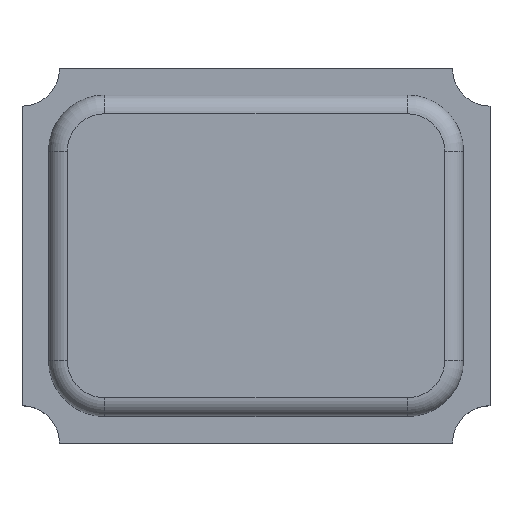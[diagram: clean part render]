
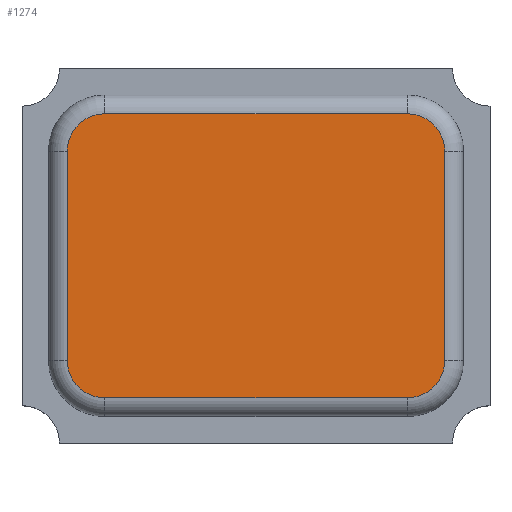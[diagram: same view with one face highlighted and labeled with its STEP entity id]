
A CAD part, top view. The second image highlights one B-rep face of the part: STEP entity #1274.
In plain terms, the highlighted planar face has unit normal (0, 0, 1).
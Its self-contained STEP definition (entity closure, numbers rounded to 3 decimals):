
#22=PLANE('',#1384);
#74=LINE('',#1836,#213);
#79=LINE('',#1856,#218);
#84=LINE('',#1876,#223);
#88=LINE('',#1892,#227);
#213=VECTOR('',#1481,1000.);
#218=VECTOR('',#1504,1000.);
#223=VECTOR('',#1527,1000.);
#227=VECTOR('',#1547,1000.);
#379=FACE_OUTER_BOUND('',#451,.T.);
#451=EDGE_LOOP('',(#891,#892,#893,#894,#895,#896,#897,#898));
#511=CIRCLE('',#1352,0.2);
#518=CIRCLE('',#1363,0.2);
#523=CIRCLE('',#1372,0.2);
#527=CIRCLE('',#1380,0.2);
#547=VERTEX_POINT('',#1818);
#548=VERTEX_POINT('',#1820);
#553=VERTEX_POINT('',#1834);
#556=VERTEX_POINT('',#1844);
#559=VERTEX_POINT('',#1854);
#562=VERTEX_POINT('',#1864);
#565=VERTEX_POINT('',#1874);
#568=VERTEX_POINT('',#1883);
#661=EDGE_CURVE('',#547,#548,#511,.T.);
#669=EDGE_CURVE('',#547,#553,#74,.T.);
#674=EDGE_CURVE('',#556,#553,#518,.T.);
#679=EDGE_CURVE('',#556,#559,#79,.T.);
#684=EDGE_CURVE('',#562,#559,#523,.T.);
#689=EDGE_CURVE('',#562,#565,#84,.T.);
#693=EDGE_CURVE('',#568,#565,#527,.T.);
#697=EDGE_CURVE('',#568,#548,#88,.T.);
#891=ORIENTED_EDGE('',*,*,#661,.F.);
#892=ORIENTED_EDGE('',*,*,#669,.T.);
#893=ORIENTED_EDGE('',*,*,#674,.F.);
#894=ORIENTED_EDGE('',*,*,#679,.T.);
#895=ORIENTED_EDGE('',*,*,#684,.F.);
#896=ORIENTED_EDGE('',*,*,#689,.T.);
#897=ORIENTED_EDGE('',*,*,#693,.F.);
#898=ORIENTED_EDGE('',*,*,#697,.T.);
#1274=ADVANCED_FACE('',(#379),#22,.T.);
#1352=AXIS2_PLACEMENT_3D('',#1821,#1464,#1465);
#1363=AXIS2_PLACEMENT_3D('',#1846,#1492,#1493);
#1372=AXIS2_PLACEMENT_3D('',#1866,#1515,#1516);
#1380=AXIS2_PLACEMENT_3D('',#1885,#1536,#1537);
#1384=AXIS2_PLACEMENT_3D('',#1891,#1545,#1546);
#1464=DIRECTION('center_axis',(0.,0.,-1.));
#1465=DIRECTION('ref_axis',(0.707,0.707,0.));
#1481=DIRECTION('',(-1.,0.,0.));
#1492=DIRECTION('center_axis',(0.,0.,-1.));
#1493=DIRECTION('ref_axis',(-0.707,0.707,0.));
#1504=DIRECTION('',(0.,-1.,0.));
#1515=DIRECTION('center_axis',(0.,0.,-1.));
#1516=DIRECTION('ref_axis',(-0.707,-0.707,0.));
#1527=DIRECTION('',(1.,0.,0.));
#1536=DIRECTION('center_axis',(0.,0.,-1.));
#1537=DIRECTION('ref_axis',(0.707,-0.707,0.));
#1545=DIRECTION('center_axis',(0.,0.,1.));
#1546=DIRECTION('ref_axis',(1.,0.,0.));
#1547=DIRECTION('',(0.,1.,0.));
#1818=CARTESIAN_POINT('',(0.809,0.759,0.875));
#1820=CARTESIAN_POINT('',(1.009,0.559,0.875));
#1821=CARTESIAN_POINT('Origin',(0.809,0.559,0.875));
#1834=CARTESIAN_POINT('',(-0.809,0.759,0.875));
#1836=CARTESIAN_POINT('',(-0.809,0.759,0.875));
#1844=CARTESIAN_POINT('',(-1.009,0.559,0.875));
#1846=CARTESIAN_POINT('Origin',(-0.809,0.559,0.875));
#1854=CARTESIAN_POINT('',(-1.009,-0.559,0.875));
#1856=CARTESIAN_POINT('',(-1.009,-0.559,0.875));
#1864=CARTESIAN_POINT('',(-0.809,-0.759,0.875));
#1866=CARTESIAN_POINT('Origin',(-0.809,-0.559,0.875));
#1874=CARTESIAN_POINT('',(0.809,-0.759,0.875));
#1876=CARTESIAN_POINT('',(0.809,-0.759,0.875));
#1883=CARTESIAN_POINT('',(1.009,-0.559,0.875));
#1885=CARTESIAN_POINT('Origin',(0.809,-0.559,0.875));
#1891=CARTESIAN_POINT('Origin',(-0.809,-0.559,0.875));
#1892=CARTESIAN_POINT('',(1.009,0.559,0.875));
